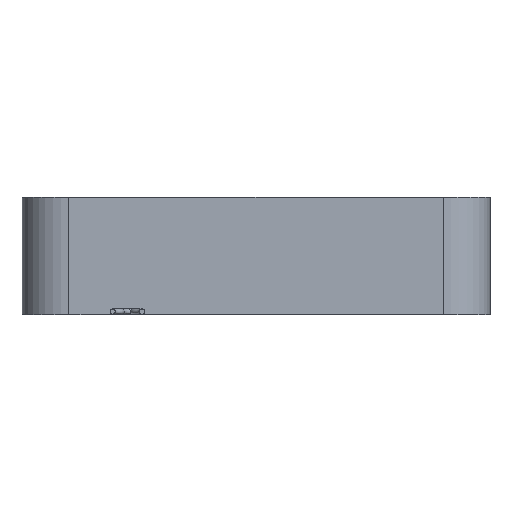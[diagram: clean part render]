
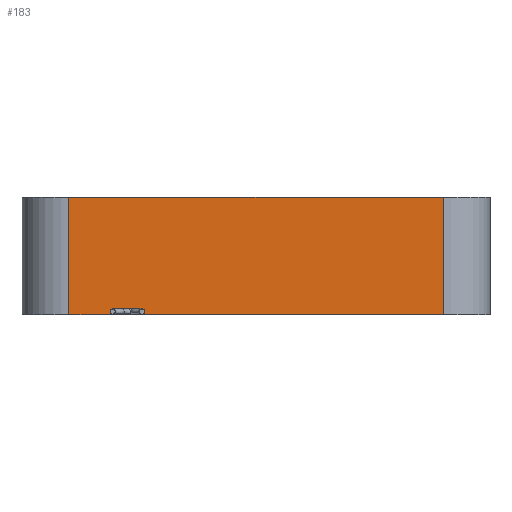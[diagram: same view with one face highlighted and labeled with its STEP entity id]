
A CAD part, left-side view. The second image highlights one B-rep face of the part: STEP entity #183.
In plain terms, the highlighted planar face has unit normal (-1, 0, 0).
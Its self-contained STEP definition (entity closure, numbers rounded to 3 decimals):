
#183=ADVANCED_FACE('',(#260),#233,.F.);
#233=PLANE('',#954);
#260=FACE_OUTER_BOUND('',#296,.T.);
#296=EDGE_LOOP('',(#407,#408,#409,#410,#411,#412,#413,#414));
#407=ORIENTED_EDGE('',*,*,#723,.F.);
#408=ORIENTED_EDGE('',*,*,#724,.T.);
#409=ORIENTED_EDGE('',*,*,#712,.T.);
#410=ORIENTED_EDGE('',*,*,#725,.T.);
#411=ORIENTED_EDGE('',*,*,#726,.F.);
#412=ORIENTED_EDGE('',*,*,#727,.T.);
#413=ORIENTED_EDGE('',*,*,#704,.T.);
#414=ORIENTED_EDGE('',*,*,#728,.F.);
#619=VERTEX_POINT('',#1318);
#621=VERTEX_POINT('',#1321);
#628=VERTEX_POINT('',#1335);
#629=VERTEX_POINT('',#1337);
#639=VERTEX_POINT('',#1359);
#640=VERTEX_POINT('',#1360);
#641=VERTEX_POINT('',#1363);
#642=VERTEX_POINT('',#1365);
#704=EDGE_CURVE('',#621,#619,#812,.T.);
#712=EDGE_CURVE('',#629,#628,#816,.T.);
#723=EDGE_CURVE('',#639,#640,#822,.T.);
#724=EDGE_CURVE('',#639,#629,#823,.T.);
#725=EDGE_CURVE('',#628,#641,#824,.T.);
#726=EDGE_CURVE('',#642,#641,#825,.T.);
#727=EDGE_CURVE('',#642,#621,#826,.T.);
#728=EDGE_CURVE('',#640,#619,#827,.T.);
#812=LINE('',#1320,#878);
#816=LINE('',#1336,#882);
#822=LINE('',#1358,#888);
#823=LINE('',#1361,#889);
#824=LINE('',#1362,#890);
#825=LINE('',#1364,#891);
#826=LINE('',#1366,#892);
#827=LINE('',#1367,#893);
#878=VECTOR('',#1059,1.);
#882=VECTOR('',#1071,1.);
#888=VECTOR('',#1089,1.);
#889=VECTOR('',#1090,1.);
#890=VECTOR('',#1091,1.);
#891=VECTOR('',#1092,1.);
#892=VECTOR('',#1093,1.);
#893=VECTOR('',#1094,1.);
#954=AXIS2_PLACEMENT_3D('',#1368,#1095,#1096);
#1059=DIRECTION('',(0.,-1.,0.));
#1071=DIRECTION('',(0.,-1.,0.));
#1089=DIRECTION('',(0.,1.,0.));
#1090=DIRECTION('',(0.,0.,-1.));
#1091=DIRECTION('',(0.,0.,1.));
#1092=DIRECTION('',(0.,-1.,0.));
#1093=DIRECTION('',(0.,0.,-1.));
#1094=DIRECTION('',(0.,0.,-1.));
#1095=DIRECTION('',(1.,0.,0.));
#1096=DIRECTION('',(0.,1.,0.));
#1318=CARTESIAN_POINT('',(-40.,32.,0.));
#1320=CARTESIAN_POINT('',(-40.,40.,0.));
#1321=CARTESIAN_POINT('',(-40.,36.,0.));
#1335=CARTESIAN_POINT('',(-40.,4.,0.));
#1336=CARTESIAN_POINT('',(-40.,40.,0.));
#1337=CARTESIAN_POINT('',(-40.,30.,0.));
#1358=CARTESIAN_POINT('',(-40.,30.,0.5));
#1359=CARTESIAN_POINT('',(-40.,30.,0.5));
#1360=CARTESIAN_POINT('',(-40.,32.,0.5));
#1361=CARTESIAN_POINT('',(-40.,30.,0.5));
#1362=CARTESIAN_POINT('',(-40.,4.,10.));
#1363=CARTESIAN_POINT('',(-40.,4.,10.));
#1364=CARTESIAN_POINT('',(-40.,40.,10.));
#1365=CARTESIAN_POINT('',(-40.,36.,10.));
#1366=CARTESIAN_POINT('',(-40.,36.,10.));
#1367=CARTESIAN_POINT('',(-40.,32.,0.5));
#1368=CARTESIAN_POINT('',(-40.,40.,10.));
